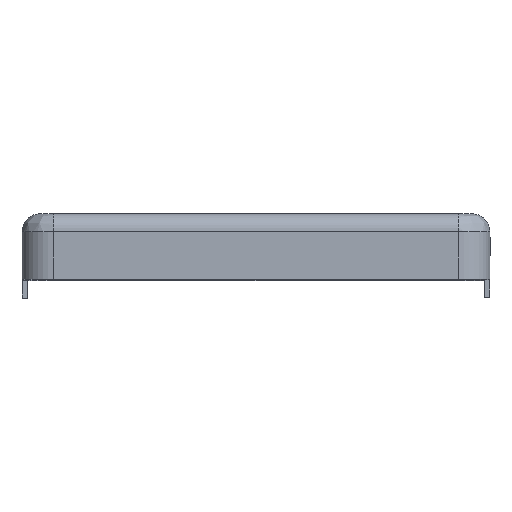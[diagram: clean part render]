
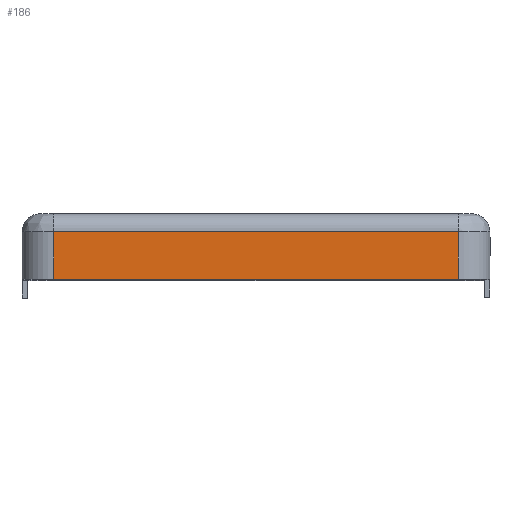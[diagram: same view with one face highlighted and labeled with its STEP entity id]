
A CAD part, top view. The second image highlights one B-rep face of the part: STEP entity #186.
In plain terms, the highlighted planar face has unit normal (0, 0, 1).
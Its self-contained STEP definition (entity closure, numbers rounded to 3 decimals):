
#186 = ADVANCED_FACE( 'NONE', ( #415 ), #416, .T. );
#415 = FACE_OUTER_BOUND( '', #738, .T. );
#416 = PLANE( '', #739 );
#738 = EDGE_LOOP( '', ( #1277, #1278, #1279, #1280 ) );
#739 = AXIS2_PLACEMENT_3D( '', #1281, #1282, #1283 );
#1277 = ORIENTED_EDGE( '', *, *, #1776, .T. );
#1278 = ORIENTED_EDGE( '', *, *, #1777, .F. );
#1279 = ORIENTED_EDGE( '', *, *, #1695, .F. );
#1280 = ORIENTED_EDGE( '', *, *, #1778, .T. );
#1281 = CARTESIAN_POINT( '', ( -11.4, 0., 20.5 ) );
#1282 = DIRECTION( '', ( 0., 0., 1. ) );
#1283 = DIRECTION( '', ( 1., 0., 0. ) );
#1695 = EDGE_CURVE( 'NONE', #2063, #1964, #2064, .T. );
#1776 = EDGE_CURVE( 'NONE', #2182, #2183, #2184, .T. );
#1777 = EDGE_CURVE( 'NONE', #1964, #2183, #2185, .T. );
#1778 = EDGE_CURVE( 'NONE', #2063, #2182, #2186, .T. );
#1964 = VERTEX_POINT( 'NONE', #2406 );
#2063 = VERTEX_POINT( 'NONE', #2530 );
#2064 = LINE( '', #2531, #2532 );
#2182 = VERTEX_POINT( 'NONE', #2687 );
#2183 = VERTEX_POINT( 'NONE', #2688 );
#2184 = LINE( '', #2689, #2690 );
#2185 = LINE( '', #2691, #2692 );
#2186 = LINE( '', #2693, #2694 );
#2406 = CARTESIAN_POINT( '', ( 11.4, -1., 20.5 ) );
#2530 = CARTESIAN_POINT( '', ( -11.4, -1., 20.5 ) );
#2531 = CARTESIAN_POINT( '', ( -11.4, -1., 20.5 ) );
#2532 = VECTOR( '', #2966, 1000. );
#2687 = CARTESIAN_POINT( '', ( -11.4, -3.7, 20.5 ) );
#2688 = CARTESIAN_POINT( '', ( 11.4, -3.7, 20.5 ) );
#2689 = CARTESIAN_POINT( '', ( -11.4, -3.7, 20.5 ) );
#2690 = VECTOR( '', #3094, 1000. );
#2691 = CARTESIAN_POINT( '', ( 11.4, 0., 20.5 ) );
#2692 = VECTOR( '', #3095, 1000. );
#2693 = CARTESIAN_POINT( '', ( -11.4, 0., 20.5 ) );
#2694 = VECTOR( '', #3096, 1000. );
#2966 = DIRECTION( '', ( 1., 0., 0. ) );
#3094 = DIRECTION( '', ( 1., 0., 0. ) );
#3095 = DIRECTION( '', ( 0., -1., 0. ) );
#3096 = DIRECTION( '', ( 0., -1., 0. ) );
